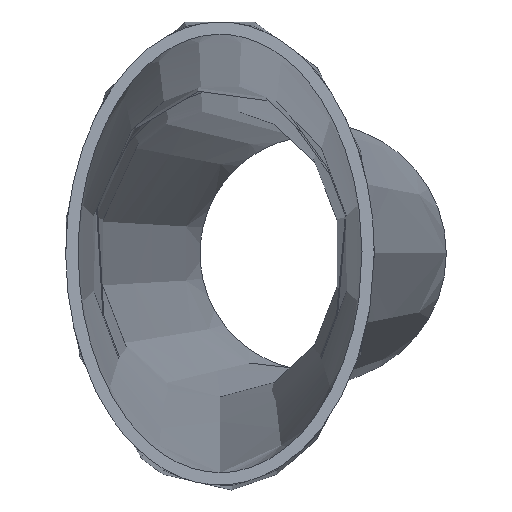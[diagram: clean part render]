
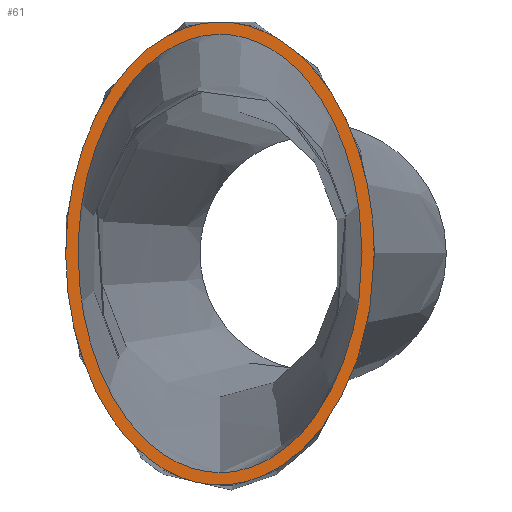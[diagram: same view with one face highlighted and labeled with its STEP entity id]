
A CAD part, left-side view. The second image highlights one B-rep face of the part: STEP entity #61.
In plain terms, the highlighted planar face has unit normal (-1, 0, 0).
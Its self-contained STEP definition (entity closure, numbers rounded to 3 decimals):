
#15=ELLIPSE('',#80,15.,10.);
#17=FACE_BOUND('',#29,.T.);
#20=PLANE('',#79);
#23=FACE_OUTER_BOUND('',#28,.T.);
#28=EDGE_LOOP('',(#51));
#29=EDGE_LOOP('',(#52));
#33=B_SPLINE_CURVE_WITH_KNOTS('',3,(#741,#742,#743,#744,#745,#746,#747,
#748,#749,#750,#751,#752,#753,#754,#755,#756,#757),.UNSPECIFIED.,.T.,.F.,
(4,1,1,1,1,1,1,1,1,1,1,1,1,1,4),(-1.,-0.929,-0.857,
-0.786,-0.714,-0.619,-0.571,
-0.524,-0.429,-0.357,-0.286,
-0.214,-0.143,-0.071,0.),
 .UNSPECIFIED.);
#36=VERTEX_POINT('',#705);
#38=VERTEX_POINT('',#762);
#41=EDGE_CURVE('',#36,#36,#33,.T.);
#43=EDGE_CURVE('',#38,#38,#15,.T.);
#51=ORIENTED_EDGE('',*,*,#43,.F.);
#52=ORIENTED_EDGE('',*,*,#41,.T.);
#61=ADVANCED_FACE('',(#23,#17),#20,.F.);
#79=AXIS2_PLACEMENT_3D('',#761,#87,#88);
#80=AXIS2_PLACEMENT_3D('',#763,#89,#90);
#87=DIRECTION('center_axis',(1.,0.,0.));
#88=DIRECTION('ref_axis',(0.,0.,-1.));
#89=DIRECTION('center_axis',(1.,0.,0.));
#90=DIRECTION('ref_axis',(0.,0.,1.));
#705=CARTESIAN_POINT('',(0.,0.,-14.2));
#741=CARTESIAN_POINT('Ctrl Pts',(0.,0.,-14.2));
#742=CARTESIAN_POINT('Ctrl Pts',(0.,1.376,-14.2));
#743=CARTESIAN_POINT('Ctrl Pts',(0.,4.127,
-13.231));
#744=CARTESIAN_POINT('Ctrl Pts',(0.,7.44,
-9.155));
#745=CARTESIAN_POINT('Ctrl Pts',(0.,9.274,
-3.269));
#746=CARTESIAN_POINT('Ctrl Pts',(0.,9.281,
3.998));
#747=CARTESIAN_POINT('Ctrl Pts',(0.,7.124,
9.767));
#748=CARTESIAN_POINT('Ctrl Pts',(0.,4.051,
12.982));
#749=CARTESIAN_POINT('Ctrl Pts',(0.,0.506,
14.686));
#750=CARTESIAN_POINT('Ctrl Pts',(0.,-3.761,13.692));
#751=CARTESIAN_POINT('Ctrl Pts',(0.,-7.438,
9.153));
#752=CARTESIAN_POINT('Ctrl Pts',(0.,-9.276,
3.27));
#753=CARTESIAN_POINT('Ctrl Pts',(0.,-9.275,
-3.268));
#754=CARTESIAN_POINT('Ctrl Pts',(0.,-7.44,
-9.156));
#755=CARTESIAN_POINT('Ctrl Pts',(0.,-4.128,
-13.231));
#756=CARTESIAN_POINT('Ctrl Pts',(0.,-1.376,-14.2));
#757=CARTESIAN_POINT('Ctrl Pts',(0.,0.,-14.2));
#761=CARTESIAN_POINT('Origin',(0.,0.,0.));
#762=CARTESIAN_POINT('',(0.,-10.,0.));
#763=CARTESIAN_POINT('Origin',(0.,0.,0.));
